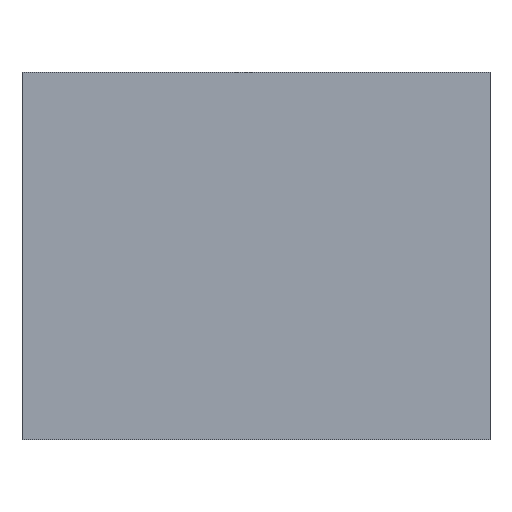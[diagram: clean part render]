
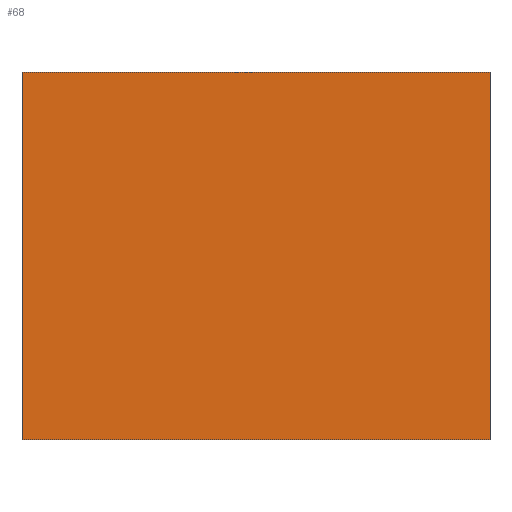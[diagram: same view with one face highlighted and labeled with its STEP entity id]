
A CAD part, top view. The second image highlights one B-rep face of the part: STEP entity #68.
In plain terms, the highlighted planar face has unit normal (0, 0, 1).
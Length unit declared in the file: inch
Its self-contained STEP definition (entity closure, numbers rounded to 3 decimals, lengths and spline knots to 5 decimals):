
#1 = ORIENTED_EDGE ( 'NONE', *, *, #189, .T. ) ;
#6 = VERTEX_POINT ( 'NONE', #184 ) ;
#9 = LINE ( 'NONE', #12, #128 ) ;
#10 = VECTOR ( 'NONE', #160, 39.37008 ) ;
#11 = CARTESIAN_POINT ( 'NONE',  ( 5.9877, -4.70472, 0.125 ) ) ;
#12 = CARTESIAN_POINT ( 'NONE',  ( 5.9877, 4.70472, 0.125 ) ) ;
#16 = CARTESIAN_POINT ( 'NONE',  ( 5.9877, 4.70472, 0.125 ) ) ;
#23 = LINE ( 'NONE', #146, #124 ) ;
#30 = AXIS2_PLACEMENT_3D ( 'NONE', #182, #88, #119 ) ;
#32 = EDGE_CURVE ( 'NONE', #6, #142, #23, .T. ) ;
#40 = ORIENTED_EDGE ( 'NONE', *, *, #32, .T. ) ;
#44 = CARTESIAN_POINT ( 'NONE',  ( -5.9877, -4.70472, 0.125 ) ) ;
#53 = VERTEX_POINT ( 'NONE', #180 ) ;
#68 = ADVANCED_FACE ( 'NONE', ( #143 ), #131, .T. ) ;
#78 = VECTOR ( 'NONE', #162, 39.37008 ) ;
#83 = ORIENTED_EDGE ( 'NONE', *, *, #167, .T. ) ;
#88 = DIRECTION ( 'NONE',  ( 0., 0., 1. ) ) ;
#91 = EDGE_LOOP ( 'NONE', ( #147, #40, #1, #83 ) ) ;
#92 = EDGE_CURVE ( 'NONE', #53, #6, #149, .T. ) ;
#106 = LINE ( 'NONE', #11, #10 ) ;
#119 = DIRECTION ( 'NONE',  ( 1., 0., 0. ) ) ;
#120 = DIRECTION ( 'NONE',  ( 1., 0., 0. ) ) ;
#124 = VECTOR ( 'NONE', #120, 39.37008 ) ;
#128 = VECTOR ( 'NONE', #138, 39.37008 ) ;
#131 = PLANE ( 'NONE',  #30 ) ;
#138 = DIRECTION ( 'NONE',  ( -1., 0., 0. ) ) ;
#142 = VERTEX_POINT ( 'NONE', #150 ) ;
#143 = FACE_OUTER_BOUND ( 'NONE', #91, .T. ) ;
#146 = CARTESIAN_POINT ( 'NONE',  ( 5.9877, -4.70472, 0.125 ) ) ;
#147 = ORIENTED_EDGE ( 'NONE', *, *, #92, .T. ) ;
#149 = LINE ( 'NONE', #44, #78 ) ;
#150 = CARTESIAN_POINT ( 'NONE',  ( 5.9877, -4.70472, 0.125 ) ) ;
#156 = VERTEX_POINT ( 'NONE', #16 ) ;
#160 = DIRECTION ( 'NONE',  ( 0., 1., 0. ) ) ;
#162 = DIRECTION ( 'NONE',  ( 0., -1., 0. ) ) ;
#167 = EDGE_CURVE ( 'NONE', #156, #53, #9, .T. ) ;
#180 = CARTESIAN_POINT ( 'NONE',  ( -5.9877, 4.70472, 0.125 ) ) ;
#182 = CARTESIAN_POINT ( 'NONE',  ( 0., 0., 0.125 ) ) ;
#184 = CARTESIAN_POINT ( 'NONE',  ( -5.9877, -4.70472, 0.125 ) ) ;
#189 = EDGE_CURVE ( 'NONE', #142, #156, #106, .T. ) ;
